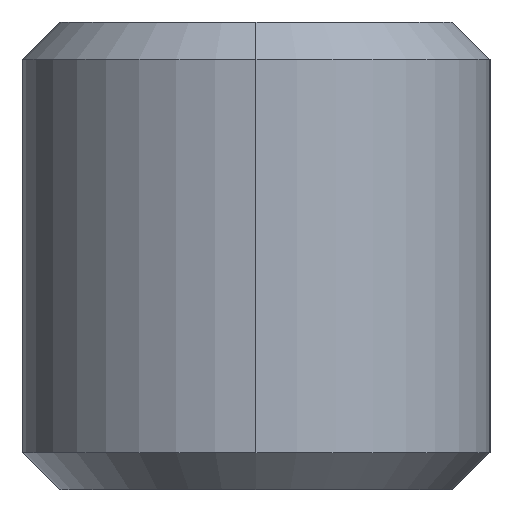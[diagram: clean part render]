
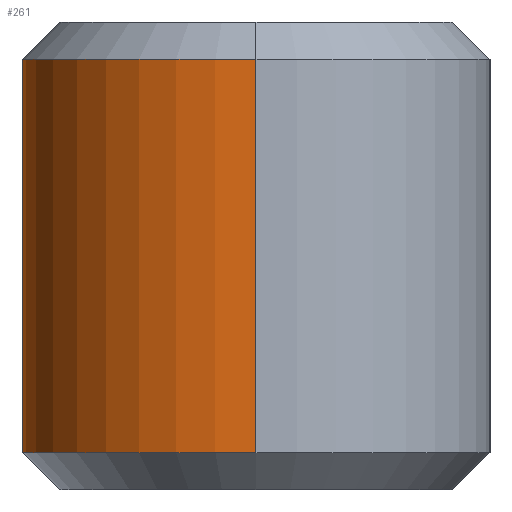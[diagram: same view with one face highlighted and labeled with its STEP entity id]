
A CAD part, left-side view. The second image highlights one B-rep face of the part: STEP entity #261.
In plain terms, the highlighted cylindrical face has radius 2.5 mm (diameter 5 mm), a partial arc.
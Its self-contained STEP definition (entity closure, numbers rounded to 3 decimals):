
#40=CYLINDRICAL_SURFACE('',#280,2.5);
#45=VECTOR('',#311,1.);
#46=VECTOR('',#314,1.);
#68=LINE('',#378,#45);
#69=LINE('',#383,#46);
#94=VERTEX_POINT('',#379);
#95=VERTEX_POINT('',#380);
#96=VERTEX_POINT('',#382);
#97=VERTEX_POINT('',#384);
#112=CIRCLE('',#281,2.5);
#113=CIRCLE('',#282,2.5);
#123=EDGE_CURVE('',#94,#95,#68,.T.);
#124=EDGE_CURVE('',#95,#96,#112,.T.);
#125=EDGE_CURVE('',#97,#96,#69,.T.);
#126=EDGE_CURVE('',#94,#97,#113,.T.);
#159=ORIENTED_EDGE('',*,*,#123,.T.);
#160=ORIENTED_EDGE('',*,*,#124,.T.);
#161=ORIENTED_EDGE('',*,*,#125,.F.);
#162=ORIENTED_EDGE('',*,*,#126,.F.);
#227=EDGE_LOOP('',(#159,#160,#161,#162));
#244=FACE_BOUND('',#227,.T.);
#261=ADVANCED_FACE('',(#244),#40,.T.);
#280=AXIS2_PLACEMENT_3D('',#377,#309,#310);
#281=AXIS2_PLACEMENT_3D('',#381,#312,#313);
#282=AXIS2_PLACEMENT_3D('',#385,#315,#316);
#309=DIRECTION('',(0.,0.,-1.));
#310=DIRECTION('',(-2.5,0.,0.));
#311=DIRECTION('',(0.,0.,1.));
#312=DIRECTION('',(0.,0.,-1.));
#313=DIRECTION('',(-2.5,0.,0.));
#314=DIRECTION('',(0.,0.,1.));
#315=DIRECTION('',(0.,0.,-1.));
#316=DIRECTION('',(-2.5,0.,0.));
#377=CARTESIAN_POINT('',(-17.5,0.,-2.5));
#378=CARTESIAN_POINT('',(-20.,0.,7.5));
#379=CARTESIAN_POINT('',(-20.,0.,0.4));
#380=CARTESIAN_POINT('',(-20.,0.,4.6));
#381=CARTESIAN_POINT('',(-17.5,0.,4.6));
#382=CARTESIAN_POINT('',(-17.5,2.5,4.6));
#383=CARTESIAN_POINT('',(-17.5,2.5,0.4));
#384=CARTESIAN_POINT('',(-17.5,2.5,0.4));
#385=CARTESIAN_POINT('',(-17.5,0.,0.4));
